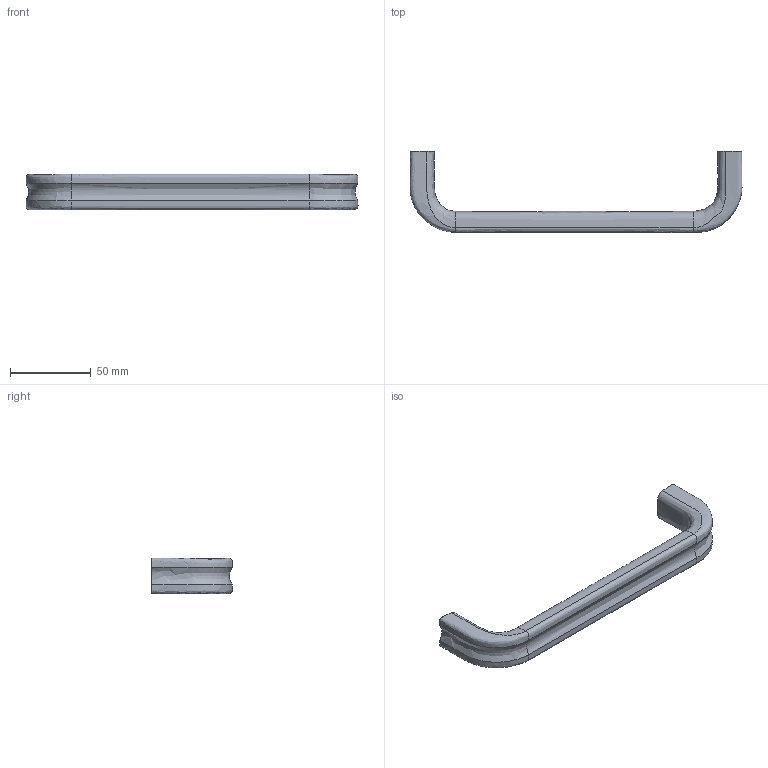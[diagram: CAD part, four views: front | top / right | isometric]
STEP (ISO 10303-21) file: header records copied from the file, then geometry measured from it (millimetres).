
FILE_DESCRIPTION((''),'2;1');
FILE_NAME('','2005-10-12T14:26:12',(''),(''),'','CADfix','');
FILE_SCHEMA(('AUTOMOTIVE_DESIGN'));
Length unit declared in the file: millimetre
Products named in the file (1): pull
Bounding box: 205 x 50 x 22 mm (x, y, z)
Volume: 65558.2 mm3; surface area: 17633.6 mm2
Topology: 1 solids, 1 shells, 20 faces, 48 edges, 32 vertices
Faces by surface type: bspline 20
Entity records: 1925 total; most frequent: CARTESIAN_POINT 1615, ORIENTED_EDGE 96, EDGE_CURVE 48, VERTEX_POINT 32, B_SPLINE_CURVE_WITH_KNOTS 28, EDGE_LOOP 22, FACE_OUTER_BOUND 20, ADVANCED_FACE 20
